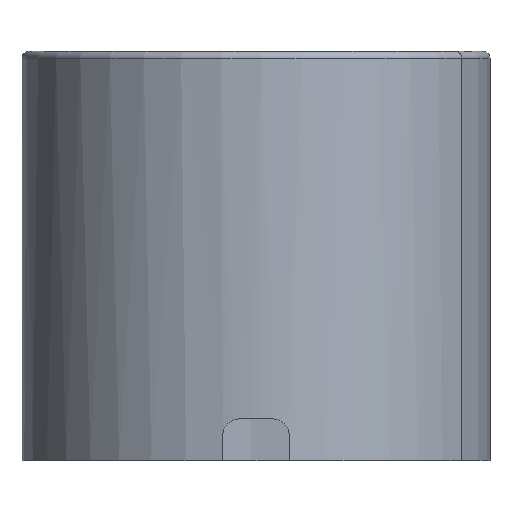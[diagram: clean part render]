
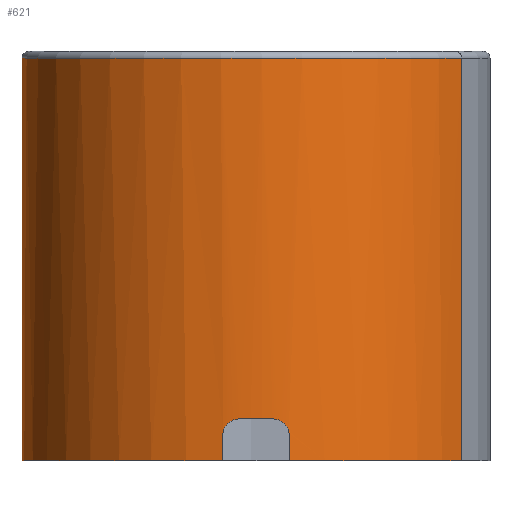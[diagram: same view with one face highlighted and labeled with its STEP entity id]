
A CAD part, left-side view. The second image highlights one B-rep face of the part: STEP entity #621.
In plain terms, the highlighted cylindrical face has radius 70.2 mm (diameter 140.4 mm), a partial arc.
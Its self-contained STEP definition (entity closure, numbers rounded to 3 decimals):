
#197=CARTESIAN_POINT('Axis2P3D Location',(0.,0.,63.85)) ;
#206=CARTESIAN_POINT('Vertex',(33.656,61.606,2.5)) ;
#208=CARTESIAN_POINT('Vertex',(-33.656,-61.606,2.5)) ;
#211=CARTESIAN_POINT('Line Origine',(33.656,61.606,62.85)) ;
#215=CARTESIAN_POINT('Vertex',(33.656,61.606,123.2)) ;
#222=CARTESIAN_POINT('Vertex',(-33.656,-61.606,123.2)) ;
#225=CARTESIAN_POINT('Line Origine',(-33.656,-61.606,62.85)) ;
#268=CARTESIAN_POINT('Axis2P3D Location',(0.,0.,123.2)) ;
#521=CARTESIAN_POINT('Axis2P3D Location',(0.,0.,2.5)) ;
#525=CARTESIAN_POINT('Vertex',(-69.484,10.,2.5)) ;
#528=CARTESIAN_POINT('Axis2P3D Location',(0.,0.,2.5)) ;
#532=CARTESIAN_POINT('Vertex',(-69.484,-10.,2.5)) ;
#570=CARTESIAN_POINT('Line Origine',(-69.484,10.,62.85)) ;
#574=CARTESIAN_POINT('Vertex',(-69.484,10.,10.)) ;
#578=CARTESIAN_POINT('Control Point',(-69.484,10.,10.)) ;
#579=CARTESIAN_POINT('Control Point',(-69.484,10.,11.575)) ;
#580=CARTESIAN_POINT('Control Point',(-69.573,9.38,13.152)) ;
#581=CARTESIAN_POINT('Control Point',(-69.754,8.139,14.384)) ;
#582=CARTESIAN_POINT('Control Point',(-69.91,6.571,15.)) ;
#583=CARTESIAN_POINT('Control Point',(-70.022,5.,15.)) ;
#584=CARTESIAN_POINT('Vertex',(-70.022,5.,15.)) ;
#587=CARTESIAN_POINT('Axis2P3D Location',(0.,0.,15.)) ;
#591=CARTESIAN_POINT('Vertex',(-70.022,-5.,15.)) ;
#595=CARTESIAN_POINT('Control Point',(-69.484,-10.,10.)) ;
#596=CARTESIAN_POINT('Control Point',(-69.484,-10.,11.575)) ;
#597=CARTESIAN_POINT('Control Point',(-69.573,-9.38,13.152)) ;
#598=CARTESIAN_POINT('Control Point',(-69.754,-8.139,14.384)) ;
#599=CARTESIAN_POINT('Control Point',(-69.91,-6.571,15.)) ;
#600=CARTESIAN_POINT('Control Point',(-70.022,-5.,15.)) ;
#601=CARTESIAN_POINT('Vertex',(-69.484,-10.,10.)) ;
#604=CARTESIAN_POINT('Line Origine',(-69.484,-10.,62.85)) ;
#198=DIRECTION('Axis2P3D Direction',(0.,0.,-1.)) ;
#199=DIRECTION('Axis2P3D XDirection',(0.479,0.878,0.)) ;
#212=DIRECTION('Vector Direction',(0.,0.,-1.)) ;
#226=DIRECTION('Vector Direction',(0.,0.,-1.)) ;
#269=DIRECTION('Axis2P3D Direction',(0.,0.,-1.)) ;
#522=DIRECTION('Axis2P3D Direction',(0.,0.,-1.)) ;
#529=DIRECTION('Axis2P3D Direction',(0.,0.,-1.)) ;
#571=DIRECTION('Vector Direction',(0.,0.,-1.)) ;
#588=DIRECTION('Axis2P3D Direction',(0.,0.,-1.)) ;
#605=DIRECTION('Vector Direction',(0.,0.,-1.)) ;
#200=AXIS2_PLACEMENT_3D('Cylinder Axis2P3D',#197,#198,#199) ;
#270=AXIS2_PLACEMENT_3D('Circle Axis2P3D',#268,#269,$) ;
#523=AXIS2_PLACEMENT_3D('Circle Axis2P3D',#521,#522,$) ;
#530=AXIS2_PLACEMENT_3D('Circle Axis2P3D',#528,#529,$) ;
#589=AXIS2_PLACEMENT_3D('Circle Axis2P3D',#587,#588,$) ;
#610=ORIENTED_EDGE('',*,*,#534,.F.) ;
#611=ORIENTED_EDGE('',*,*,#229,.T.) ;
#612=ORIENTED_EDGE('',*,*,#272,.T.) ;
#613=ORIENTED_EDGE('',*,*,#217,.F.) ;
#614=ORIENTED_EDGE('',*,*,#527,.F.) ;
#615=ORIENTED_EDGE('',*,*,#576,.T.) ;
#616=ORIENTED_EDGE('',*,*,#586,.T.) ;
#617=ORIENTED_EDGE('',*,*,#593,.F.) ;
#618=ORIENTED_EDGE('',*,*,#603,.F.) ;
#619=ORIENTED_EDGE('',*,*,#608,.F.) ;
#213=VECTOR('Line Direction',#212,1.) ;
#227=VECTOR('Line Direction',#226,1.) ;
#572=VECTOR('Line Direction',#571,1.) ;
#606=VECTOR('Line Direction',#605,1.) ;
#621=ADVANCED_FACE('PartBody',(#620),#201,.T.) ;
#577=B_SPLINE_CURVE_WITH_KNOTS('',5,(#578,#579,#580,#581,#582,#583),.UNSPECIFIED.,.F.,.U.,(6,6),(0.,11.137),.UNSPECIFIED.) ;
#594=B_SPLINE_CURVE_WITH_KNOTS('',5,(#595,#596,#597,#598,#599,#600),.UNSPECIFIED.,.F.,.U.,(6,6),(0.,11.137),.UNSPECIFIED.) ;
#271=CIRCLE('generated circle',#270,70.2) ;
#524=CIRCLE('generated circle',#523,70.2) ;
#531=CIRCLE('generated circle',#530,70.2) ;
#590=CIRCLE('generated circle',#589,70.2) ;
#201=CYLINDRICAL_SURFACE('generated cylinder',#200,70.2) ;
#217=EDGE_CURVE('',#207,#216,#214,.F.) ;
#229=EDGE_CURVE('',#209,#223,#228,.F.) ;
#272=EDGE_CURVE('',#223,#216,#271,.T.) ;
#527=EDGE_CURVE('',#526,#207,#524,.T.) ;
#534=EDGE_CURVE('',#209,#533,#531,.T.) ;
#576=EDGE_CURVE('',#526,#575,#573,.F.) ;
#586=EDGE_CURVE('',#575,#585,#577,.T.) ;
#593=EDGE_CURVE('',#592,#585,#590,.T.) ;
#603=EDGE_CURVE('',#602,#592,#594,.T.) ;
#608=EDGE_CURVE('',#533,#602,#607,.F.) ;
#609=EDGE_LOOP('',(#610,#611,#612,#613,#614,#615,#616,#617,#618,#619)) ;
#620=FACE_OUTER_BOUND('',#609,.T.) ;
#214=LINE('Line',#211,#213) ;
#228=LINE('Line',#225,#227) ;
#573=LINE('Line',#570,#572) ;
#607=LINE('Line',#604,#606) ;
#207=VERTEX_POINT('',#206) ;
#209=VERTEX_POINT('',#208) ;
#216=VERTEX_POINT('',#215) ;
#223=VERTEX_POINT('',#222) ;
#526=VERTEX_POINT('',#525) ;
#533=VERTEX_POINT('',#532) ;
#575=VERTEX_POINT('',#574) ;
#585=VERTEX_POINT('',#584) ;
#592=VERTEX_POINT('',#591) ;
#602=VERTEX_POINT('',#601) ;
